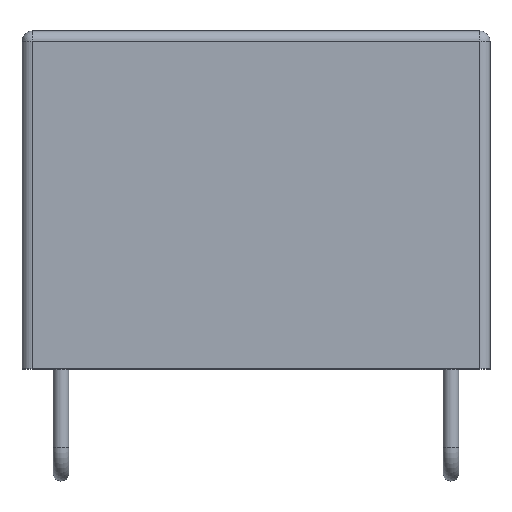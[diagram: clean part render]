
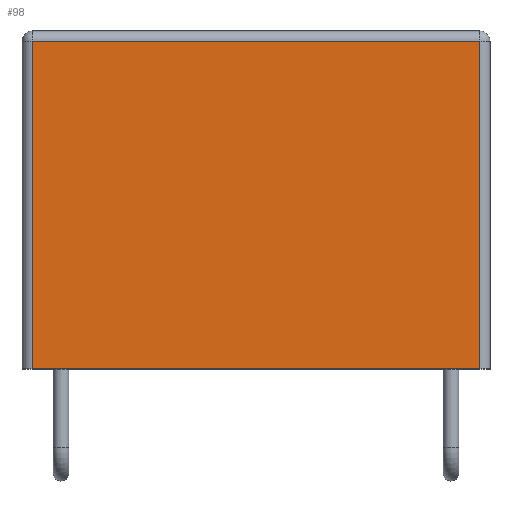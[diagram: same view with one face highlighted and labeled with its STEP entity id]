
A CAD part, top view. The second image highlights one B-rep face of the part: STEP entity #98.
In plain terms, the highlighted planar face has unit normal (0, 0, 1).
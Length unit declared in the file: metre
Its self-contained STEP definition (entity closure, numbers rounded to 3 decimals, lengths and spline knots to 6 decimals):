
#98 = ADVANCED_FACE( '', ( #200 ), #201, .F. );
#200 = FACE_OUTER_BOUND( '', #307, .T. );
#201 = PLANE( '', #308 );
#307 = EDGE_LOOP( '', ( #466, #467, #468, #469 ) );
#308 = AXIS2_PLACEMENT_3D( '', #470, #471, #472 );
#466 = ORIENTED_EDGE( '', *, *, #596, .T. );
#467 = ORIENTED_EDGE( '', *, *, #590, .T. );
#468 = ORIENTED_EDGE( '', *, *, #597, .T. );
#469 = ORIENTED_EDGE( '', *, *, #559, .T. );
#470 = CARTESIAN_POINT( '', ( 0., 0.013, 0. ) );
#471 = DIRECTION( '', ( 0., 0., -1. ) );
#472 = DIRECTION( '', ( -1., 0., 0. ) );
#559 = EDGE_CURVE( '', #645, #642, #646, .T. );
#590 = EDGE_CURVE( '', #686, #650, #687, .F. );
#596 = EDGE_CURVE( '', #642, #686, #694, .T. );
#597 = EDGE_CURVE( '', #650, #645, #695, .F. );
#642 = VERTEX_POINT( '', #746 );
#645 = VERTEX_POINT( '', #749 );
#646 = LINE( '', #750, #751 );
#650 = VERTEX_POINT( '', #756 );
#686 = VERTEX_POINT( '', #798 );
#687 = LINE( '', #799, #800 );
#694 = LINE( '', #809, #810 );
#695 = LINE( '', #811, #812 );
#746 = CARTESIAN_POINT( '', ( 0.0004, 0., 0. ) );
#749 = CARTESIAN_POINT( '', ( 0.0004, 0.0126, 0. ) );
#750 = CARTESIAN_POINT( '', ( 0.0004, 0.013, 0. ) );
#751 = VECTOR( '', #866, 1. );
#756 = CARTESIAN_POINT( '', ( 0.0176, 0.0126, 0. ) );
#798 = CARTESIAN_POINT( '', ( 0.0176, 0., 0. ) );
#799 = CARTESIAN_POINT( '', ( 0.0176, 0.013, 0. ) );
#800 = VECTOR( '', #907, 1. );
#809 = CARTESIAN_POINT( '', ( 0., 0., 0. ) );
#810 = VECTOR( '', #913, 1. );
#811 = CARTESIAN_POINT( '', ( 0., 0.0126, 0. ) );
#812 = VECTOR( '', #914, 1. );
#866 = DIRECTION( '', ( 0., -1., 0. ) );
#907 = DIRECTION( '', ( 0., -1., 0. ) );
#913 = DIRECTION( '', ( 1., 0., 0. ) );
#914 = DIRECTION( '', ( 1., 0., 0. ) );
